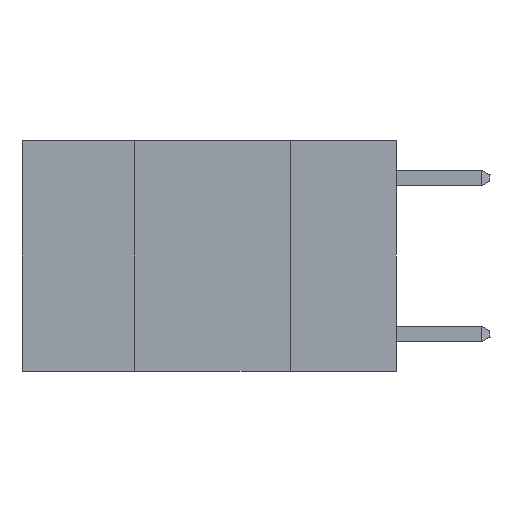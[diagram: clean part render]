
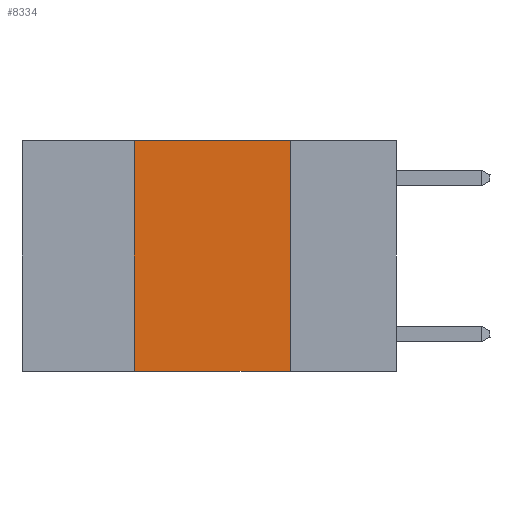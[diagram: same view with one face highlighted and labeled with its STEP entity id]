
A CAD part, left-side view. The second image highlights one B-rep face of the part: STEP entity #8334.
In plain terms, the highlighted planar face has unit normal (-1, 0, 0).
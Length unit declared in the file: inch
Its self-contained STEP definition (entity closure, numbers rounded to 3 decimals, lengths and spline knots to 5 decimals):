
#106 = LINE ( 'NONE', #14523, #20769 ) ;
#448 = DIRECTION ( 'NONE',  ( 0., -1., 0. ) ) ;
#694 = DIRECTION ( 'NONE',  ( 0., 0., -1. ) ) ;
#1789 = DIRECTION ( 'NONE',  ( 0., 0., 1. ) ) ;
#3045 = EDGE_CURVE ( 'NONE', #20135, #12590, #21947, .T. ) ;
#3829 = LINE ( 'NONE', #20614, #16225 ) ;
#4861 = CARTESIAN_POINT ( 'NONE',  ( 0., 0.17, -0.37 ) ) ;
#8334 = ADVANCED_FACE ( 'NONE', ( #20582 ), #18583, .F. ) ;
#8656 = EDGE_CURVE ( 'NONE', #12590, #15121, #106, .T. ) ;
#9491 = ORIENTED_EDGE ( 'NONE', *, *, #3045, .F. ) ;
#10757 = DIRECTION ( 'NONE',  ( 1., 0., 0. ) ) ;
#12289 = ORIENTED_EDGE ( 'NONE', *, *, #23093, .F. ) ;
#12590 = VERTEX_POINT ( 'NONE', #17424 ) ;
#13643 = EDGE_LOOP ( 'NONE', ( #12289, #22304, #9491, #22235 ) ) ;
#13729 = VECTOR ( 'NONE', #20287, 39.37008 ) ;
#14523 = CARTESIAN_POINT ( 'NONE',  ( 0., 0.6, 0. ) ) ;
#14952 = CARTESIAN_POINT ( 'NONE',  ( 0., 0.17, 0. ) ) ;
#15121 = VERTEX_POINT ( 'NONE', #14952 ) ;
#15521 = VERTEX_POINT ( 'NONE', #4861 ) ;
#16022 = CARTESIAN_POINT ( 'NONE',  ( 0., 0.42, -0.37 ) ) ;
#16225 = VECTOR ( 'NONE', #448, 39.37008 ) ;
#17424 = CARTESIAN_POINT ( 'NONE',  ( 0., 0.42, 0. ) ) ;
#18230 = AXIS2_PLACEMENT_3D ( 'NONE', #20841, #10757, #694 ) ;
#18583 = PLANE ( 'NONE',  #18230 ) ;
#20135 = VERTEX_POINT ( 'NONE', #16022 ) ;
#20287 = DIRECTION ( 'NONE',  ( 0., 0., -1. ) ) ;
#20582 = FACE_OUTER_BOUND ( 'NONE', #13643, .T. ) ;
#20614 = CARTESIAN_POINT ( 'NONE',  ( 0., 0.6, -0.37 ) ) ;
#20679 = LINE ( 'NONE', #24132, #13729 ) ;
#20769 = VECTOR ( 'NONE', #24885, 39.37008 ) ;
#20841 = CARTESIAN_POINT ( 'NONE',  ( 0., 0.6, 0. ) ) ;
#21947 = LINE ( 'NONE', #25522, #24753 ) ;
#22134 = EDGE_CURVE ( 'NONE', #20135, #15521, #3829, .T. ) ;
#22235 = ORIENTED_EDGE ( 'NONE', *, *, #22134, .T. ) ;
#22304 = ORIENTED_EDGE ( 'NONE', *, *, #8656, .F. ) ;
#23093 = EDGE_CURVE ( 'NONE', #15121, #15521, #20679, .T. ) ;
#24132 = CARTESIAN_POINT ( 'NONE',  ( 0., 0.17, 0. ) ) ;
#24753 = VECTOR ( 'NONE', #1789, 39.37008 ) ;
#24885 = DIRECTION ( 'NONE',  ( 0., -1., 0. ) ) ;
#25522 = CARTESIAN_POINT ( 'NONE',  ( 0., 0.42, 0. ) ) ;
